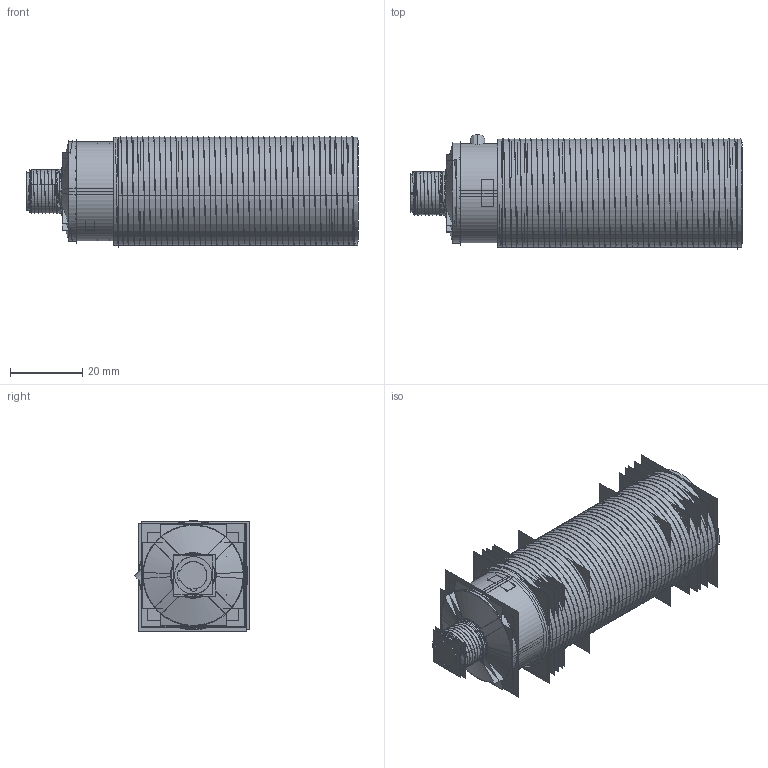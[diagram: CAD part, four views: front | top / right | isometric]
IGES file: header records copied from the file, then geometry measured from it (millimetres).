
Start section:  PTC IGES file: 156675.igs
Global section: file name: 156675.igs; native system: Creo Parametric by Parametric Technology Corporation; preprocessor: 2013230; author: PDMAdmin; organization: Unknown; date: 20160407.135118; units: millimetre
Bounding box: 91.85 x 31.82 x 30.51 mm (x, y, z)
Volume: 12708.7 mm3; surface area: 625461.8 mm2
Topology: 7 solids, 8 shells, 750 faces, 3852 edges, 4924 vertices
Faces by surface type: revolution 470, bspline 280
